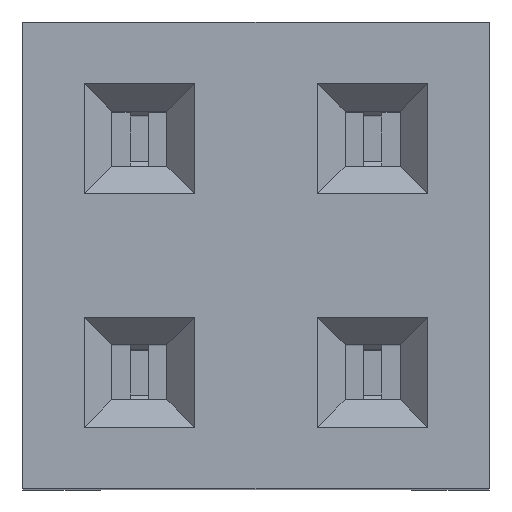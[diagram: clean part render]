
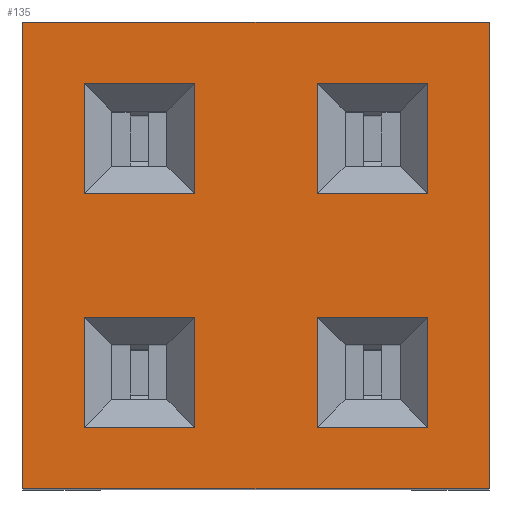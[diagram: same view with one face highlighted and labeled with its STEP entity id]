
A CAD part, top view. The second image highlights one B-rep face of the part: STEP entity #135.
In plain terms, the highlighted planar face has unit normal (0, 0, 1).
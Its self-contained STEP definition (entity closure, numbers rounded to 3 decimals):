
#24=VERTEX_POINT('',#25);
#25=CARTESIAN_POINT('',(1.27,-3.81,7.));
#29=EDGE_CURVE('',#24,#30,#32,.T.);
#30=VERTEX_POINT('',#31);
#31=CARTESIAN_POINT('',(1.27,1.27,7.));
#32=LINE('',#25,#33);
#33=VECTOR('',#34,1.);
#34=DIRECTION('',(0.,1.,0.));
#45=DIRECTION('',(-1.,0.,0.));
#56=VECTOR('',#57,1.);
#57=DIRECTION('',(1.,0.,0.));
#60=VERTEX_POINT('',#61);
#61=CARTESIAN_POINT('',(-3.81,-3.81,7.));
#64=EDGE_CURVE('',#60,#24,#65,.T.);
#65=LINE('',#61,#56);
#94=VECTOR('',#45,1.);
#97=EDGE_CURVE('',#30,#98,#100,.T.);
#98=VERTEX_POINT('',#99);
#99=CARTESIAN_POINT('',(-3.81,1.27,7.));
#100=LINE('',#31,#94);
#125=DIRECTION('',(0.,-1.,0.));
#134=DIRECTION('',(0.,0.,-1.));
#135=ADVANCED_FACE('',(#136,#145,#167,#189,#219),#241,.F.);
#136=FACE_BOUND('',#137,.F.);
#137=EDGE_LOOP('',(#138,#139,#140,#144));
#138=ORIENTED_EDGE('',*,*,#29,.F.);
#139=ORIENTED_EDGE('',*,*,#64,.F.);
#140=ORIENTED_EDGE('',*,*,#141,.F.);
#141=EDGE_CURVE('',#98,#60,#142,.T.);
#142=LINE('',#99,#143);
#143=VECTOR('',#125,1.);
#144=ORIENTED_EDGE('',*,*,#97,.F.);
#145=FACE_BOUND('',#146,.F.);
#146=EDGE_LOOP('',(#147,#154,#159,#164));
#147=ORIENTED_EDGE('',*,*,#148,.T.);
#148=EDGE_CURVE('',#149,#151,#153,.T.);
#149=VERTEX_POINT('',#150);
#150=CARTESIAN_POINT('',(-3.14,-0.6,7.));
#151=VERTEX_POINT('',#152);
#152=CARTESIAN_POINT('',(-1.94,-0.6,7.));
#153=LINE('',#150,#56);
#154=ORIENTED_EDGE('',*,*,#155,.T.);
#155=EDGE_CURVE('',#151,#156,#158,.T.);
#156=VERTEX_POINT('',#157);
#157=CARTESIAN_POINT('',(-1.94,0.6,7.));
#158=LINE('',#152,#33);
#159=ORIENTED_EDGE('',*,*,#160,.T.);
#160=EDGE_CURVE('',#156,#161,#163,.T.);
#161=VERTEX_POINT('',#162);
#162=CARTESIAN_POINT('',(-3.14,0.6,7.));
#163=LINE('',#157,#94);
#164=ORIENTED_EDGE('',*,*,#165,.T.);
#165=EDGE_CURVE('',#161,#149,#166,.T.);
#166=LINE('',#162,#143);
#167=FACE_BOUND('',#168,.F.);
#168=EDGE_LOOP('',(#169,#176,#181,#186));
#169=ORIENTED_EDGE('',*,*,#170,.T.);
#170=EDGE_CURVE('',#171,#173,#175,.T.);
#171=VERTEX_POINT('',#172);
#172=CARTESIAN_POINT('',(-1.94,-1.94,7.));
#173=VERTEX_POINT('',#174);
#174=CARTESIAN_POINT('',(-3.14,-1.94,7.));
#175=LINE('',#172,#94);
#176=ORIENTED_EDGE('',*,*,#177,.T.);
#177=EDGE_CURVE('',#173,#178,#180,.T.);
#178=VERTEX_POINT('',#179);
#179=CARTESIAN_POINT('',(-3.14,-3.14,7.));
#180=LINE('',#174,#143);
#181=ORIENTED_EDGE('',*,*,#182,.T.);
#182=EDGE_CURVE('',#178,#183,#185,.T.);
#183=VERTEX_POINT('',#184);
#184=CARTESIAN_POINT('',(-1.94,-3.14,7.));
#185=LINE('',#179,#56);
#186=ORIENTED_EDGE('',*,*,#187,.T.);
#187=EDGE_CURVE('',#183,#171,#188,.T.);
#188=LINE('',#184,#33);
#189=FACE_BOUND('',#190,.F.);
#190=EDGE_LOOP('',(#191,#200,#207,#214));
#191=ORIENTED_EDGE('',*,*,#192,.T.);
#192=EDGE_CURVE('',#193,#195,#197,.T.);
#193=VERTEX_POINT('',#194);
#194=CARTESIAN_POINT('',(0.6,-0.6,7.));
#195=VERTEX_POINT('',#196);
#196=CARTESIAN_POINT('',(0.6,0.6,7.));
#197=LINE('',#194,#198);
#198=VECTOR('',#199,1.);
#199=DIRECTION('',(0.,1.,0.));
#200=ORIENTED_EDGE('',*,*,#201,.T.);
#201=EDGE_CURVE('',#195,#202,#204,.T.);
#202=VERTEX_POINT('',#203);
#203=CARTESIAN_POINT('',(-0.6,0.6,7.));
#204=LINE('',#196,#205);
#205=VECTOR('',#206,1.);
#206=DIRECTION('',(-1.,0.,0.));
#207=ORIENTED_EDGE('',*,*,#208,.T.);
#208=EDGE_CURVE('',#202,#209,#211,.T.);
#209=VERTEX_POINT('',#210);
#210=CARTESIAN_POINT('',(-0.6,-0.6,7.));
#211=LINE('',#203,#212);
#212=VECTOR('',#213,1.);
#213=DIRECTION('',(0.,-1.,0.));
#214=ORIENTED_EDGE('',*,*,#215,.T.);
#215=EDGE_CURVE('',#209,#193,#216,.T.);
#216=LINE('',#210,#217);
#217=VECTOR('',#218,1.);
#218=DIRECTION('',(1.,0.,0.));
#219=FACE_BOUND('',#220,.F.);
#220=EDGE_LOOP('',(#221,#228,#233,#238));
#221=ORIENTED_EDGE('',*,*,#222,.T.);
#222=EDGE_CURVE('',#223,#225,#227,.T.);
#223=VERTEX_POINT('',#224);
#224=CARTESIAN_POINT('',(-0.6,-1.94,7.));
#225=VERTEX_POINT('',#226);
#226=CARTESIAN_POINT('',(-0.6,-3.14,7.));
#227=LINE('',#224,#212);
#228=ORIENTED_EDGE('',*,*,#229,.T.);
#229=EDGE_CURVE('',#225,#230,#232,.T.);
#230=VERTEX_POINT('',#231);
#231=CARTESIAN_POINT('',(0.6,-3.14,7.));
#232=LINE('',#226,#217);
#233=ORIENTED_EDGE('',*,*,#234,.T.);
#234=EDGE_CURVE('',#230,#235,#237,.T.);
#235=VERTEX_POINT('',#236);
#236=CARTESIAN_POINT('',(0.6,-1.94,7.));
#237=LINE('',#231,#198);
#238=ORIENTED_EDGE('',*,*,#239,.T.);
#239=EDGE_CURVE('',#235,#223,#240,.T.);
#240=LINE('',#236,#205);
#241=PLANE('',#242);
#242=AXIS2_PLACEMENT_3D('',#25,#134,#125);
